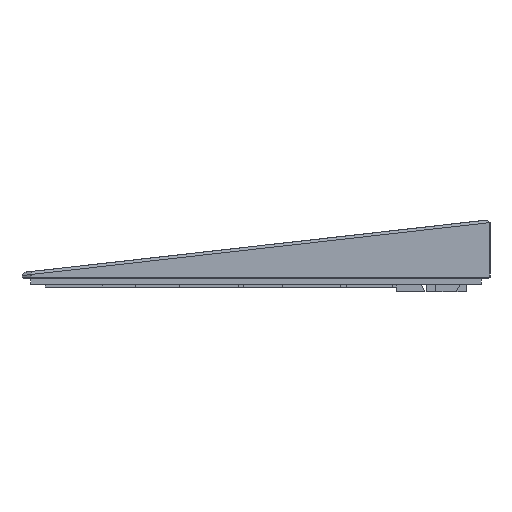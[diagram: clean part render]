
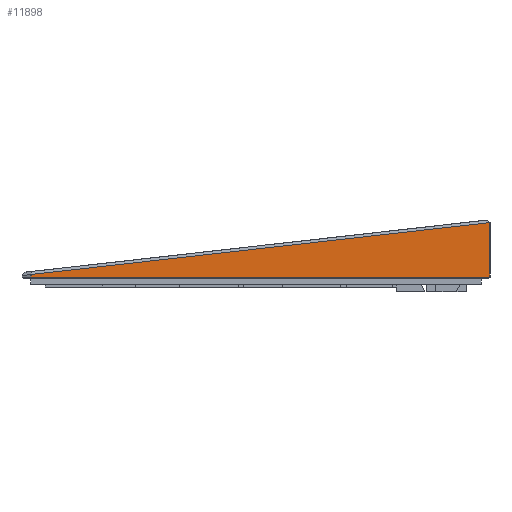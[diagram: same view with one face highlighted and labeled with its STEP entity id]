
A CAD part, left-side view. The second image highlights one B-rep face of the part: STEP entity #11898.
In plain terms, the highlighted planar face has unit normal (-1, 0, 0).
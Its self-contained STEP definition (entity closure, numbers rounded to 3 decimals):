
#781=FACE_OUTER_BOUND('',#1489,.T.);
#1489=EDGE_LOOP('',(#7917,#7918,#7919,#7920));
#2483=LINE('',#17426,#3752);
#2509=LINE('',#17475,#3778);
#2512=LINE('',#17481,#3781);
#2513=LINE('',#17482,#3782);
#3752=VECTOR('',#13984,10.);
#3778=VECTOR('',#14028,10.);
#3781=VECTOR('',#14033,10.);
#3782=VECTOR('',#14034,10.);
#5045=VERTEX_POINT('',#17424);
#5046=VERTEX_POINT('',#17425);
#5060=VERTEX_POINT('',#17474);
#5062=VERTEX_POINT('',#17480);
#6159=EDGE_CURVE('',#5045,#5046,#2483,.T.);
#6185=EDGE_CURVE('',#5046,#5060,#2509,.T.);
#6188=EDGE_CURVE('',#5062,#5045,#2512,.T.);
#6189=EDGE_CURVE('',#5060,#5062,#2513,.T.);
#7917=ORIENTED_EDGE('',*,*,#6159,.F.);
#7918=ORIENTED_EDGE('',*,*,#6188,.F.);
#7919=ORIENTED_EDGE('',*,*,#6189,.F.);
#7920=ORIENTED_EDGE('',*,*,#6185,.F.);
#10757=PLANE('',#12636);
#11898=ADVANCED_FACE('',(#781),#10757,.T.);
#12636=AXIS2_PLACEMENT_3D('',#17479,#14031,#14032);
#13984=DIRECTION('',(0.,1.,0.));
#14028=DIRECTION('',(0.,0.,1.));
#14031=DIRECTION('center_axis',(-1.,0.,0.));
#14032=DIRECTION('ref_axis',(0.,-1.,0.));
#14033=DIRECTION('',(0.,0.,-1.));
#14034=DIRECTION('',(0.,-0.994,0.112));
#17424=CARTESIAN_POINT('',(-109.48,-7.096,2.5));
#17425=CARTESIAN_POINT('',(-109.48,149.252,2.5));
#17426=CARTESIAN_POINT('',(-109.48,111.094,2.5));
#17474=CARTESIAN_POINT('',(-109.48,149.252,3.375));
#17475=CARTESIAN_POINT('',(-109.48,149.252,2.));
#17479=CARTESIAN_POINT('Origin',(-109.48,149.252,2.));
#17480=CARTESIAN_POINT('',(-109.48,-7.096,21.034));
#17481=CARTESIAN_POINT('',(-109.48,-7.096,7.01));
#17482=CARTESIAN_POINT('',(-109.48,150.963,3.182));
